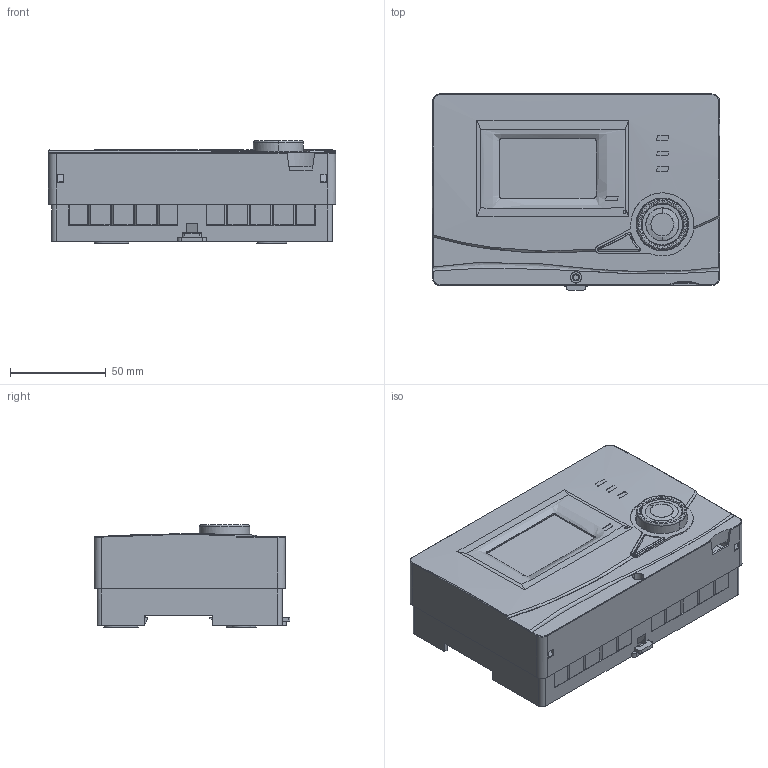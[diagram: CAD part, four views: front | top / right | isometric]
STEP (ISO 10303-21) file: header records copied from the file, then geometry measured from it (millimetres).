
FILE_DESCRIPTION(/* description */ (''),/* implementation_level */ '2;1');
FILE_NAME(/* name */ 'UVR610K',/* time_stamp */ '2022-03-29T10:35:54+02:00',/* author */ (''),/* organization */ (''),/* preprocessor_version */ 'ST-DEVELOPER v16.5',/* originating_system */ 'Rhino 7.16',/* authorisation */ '');
FILE_SCHEMA (('AUTOMOTIVE_DESIGN'));
Length unit declared in the file: millimetre
Products named in the file (1): Document
Bounding box: 150 x 102.4 x 53.47 mm (x, y, z)
Volume: 67612.1 mm3; surface area: 139120 mm2
Topology: 6 solids, 158 shells, 2205 faces, 6571 edges, 4475 vertices
Faces by surface type: plane 1463, cylinder 464, bspline 278
Entity records: 85583 total; most frequent: CARTESIAN_POINT 42696, ORIENTED_EDGE 12329, EDGE_CURVE 6557, B_SPLINE_CURVE_WITH_KNOTS 4765, VERTEX_POINT 4459, EDGE_LOOP 2447, ADVANCED_FACE 2205, FACE_OUTER_BOUND 2205
